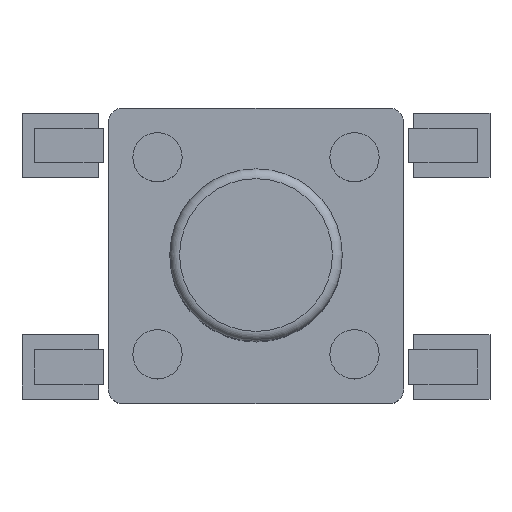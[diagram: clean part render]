
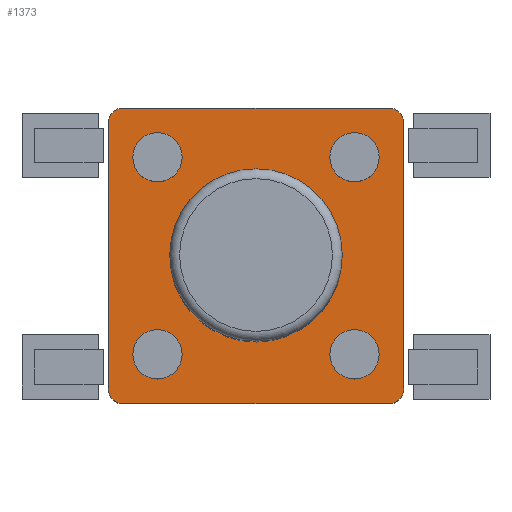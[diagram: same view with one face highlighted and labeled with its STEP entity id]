
A CAD part, top view. The second image highlights one B-rep face of the part: STEP entity #1373.
In plain terms, the highlighted planar face has unit normal (0, 0, 1).
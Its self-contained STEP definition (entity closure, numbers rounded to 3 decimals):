
#47=FACE_BOUND('',#202,.T.);
#48=FACE_BOUND('',#203,.T.);
#49=FACE_BOUND('',#204,.T.);
#50=FACE_BOUND('',#205,.T.);
#51=FACE_BOUND('',#206,.T.);
#59=CIRCLE('',#1487,1.75);
#63=CIRCLE('',#1500,0.5);
#64=CIRCLE('',#1502,0.3);
#65=CIRCLE('',#1503,0.3);
#66=CIRCLE('',#1504,0.3);
#67=CIRCLE('',#1505,0.3);
#68=CIRCLE('',#1506,0.5);
#69=CIRCLE('',#1507,0.5);
#70=CIRCLE('',#1508,0.5);
#103=FACE_OUTER_BOUND('',#201,.T.);
#201=EDGE_LOOP('',(#929,#930,#931,#932,#933,#934,#935,#936));
#202=EDGE_LOOP('',(#937));
#203=EDGE_LOOP('',(#938));
#204=EDGE_LOOP('',(#939));
#205=EDGE_LOOP('',(#940));
#206=EDGE_LOOP('',(#941));
#300=LINE('',#2072,#446);
#301=LINE('',#2076,#447);
#302=LINE('',#2080,#448);
#303=LINE('',#2084,#449);
#446=VECTOR('',#1679,1.);
#447=VECTOR('',#1682,1.);
#448=VECTOR('',#1685,1.);
#449=VECTOR('',#1688,1.);
#589=VERTEX_POINT('',#2045);
#593=VERTEX_POINT('',#2066);
#594=VERTEX_POINT('',#2070);
#595=VERTEX_POINT('',#2071);
#596=VERTEX_POINT('',#2073);
#597=VERTEX_POINT('',#2075);
#598=VERTEX_POINT('',#2077);
#599=VERTEX_POINT('',#2079);
#600=VERTEX_POINT('',#2081);
#601=VERTEX_POINT('',#2083);
#602=VERTEX_POINT('',#2086);
#603=VERTEX_POINT('',#2088);
#604=VERTEX_POINT('',#2090);
#711=EDGE_CURVE('',#589,#589,#59,.T.);
#719=EDGE_CURVE('',#593,#593,#63,.T.);
#721=EDGE_CURVE('',#594,#595,#300,.T.);
#722=EDGE_CURVE('',#595,#596,#64,.T.);
#723=EDGE_CURVE('',#596,#597,#301,.T.);
#724=EDGE_CURVE('',#597,#598,#65,.T.);
#725=EDGE_CURVE('',#598,#599,#302,.T.);
#726=EDGE_CURVE('',#599,#600,#66,.T.);
#727=EDGE_CURVE('',#600,#601,#303,.T.);
#728=EDGE_CURVE('',#594,#601,#67,.T.);
#729=EDGE_CURVE('',#602,#602,#68,.T.);
#730=EDGE_CURVE('',#603,#603,#69,.T.);
#731=EDGE_CURVE('',#604,#604,#70,.T.);
#929=ORIENTED_EDGE('',*,*,#721,.T.);
#930=ORIENTED_EDGE('',*,*,#722,.T.);
#931=ORIENTED_EDGE('',*,*,#723,.T.);
#932=ORIENTED_EDGE('',*,*,#724,.T.);
#933=ORIENTED_EDGE('',*,*,#725,.T.);
#934=ORIENTED_EDGE('',*,*,#726,.T.);
#935=ORIENTED_EDGE('',*,*,#727,.T.);
#936=ORIENTED_EDGE('',*,*,#728,.F.);
#937=ORIENTED_EDGE('',*,*,#729,.T.);
#938=ORIENTED_EDGE('',*,*,#711,.T.);
#939=ORIENTED_EDGE('',*,*,#730,.T.);
#940=ORIENTED_EDGE('',*,*,#731,.T.);
#941=ORIENTED_EDGE('',*,*,#719,.T.);
#1242=PLANE('',#1501);
#1373=ADVANCED_FACE('',(#103,#47,#48,#49,#50,#51),#1242,.F.);
#1487=AXIS2_PLACEMENT_3D('',#2046,#1644,#1645);
#1500=AXIS2_PLACEMENT_3D('',#2067,#1674,#1675);
#1501=AXIS2_PLACEMENT_3D('',#2069,#1677,#1678);
#1502=AXIS2_PLACEMENT_3D('',#2074,#1680,#1681);
#1503=AXIS2_PLACEMENT_3D('',#2078,#1683,#1684);
#1504=AXIS2_PLACEMENT_3D('',#2082,#1686,#1687);
#1505=AXIS2_PLACEMENT_3D('',#2085,#1689,#1690);
#1506=AXIS2_PLACEMENT_3D('',#2087,#1691,#1692);
#1507=AXIS2_PLACEMENT_3D('',#2089,#1693,#1694);
#1508=AXIS2_PLACEMENT_3D('',#2091,#1695,#1696);
#1644=DIRECTION('center_axis',(0.,0.,-1.));
#1645=DIRECTION('ref_axis',(1.,0.,0.));
#1674=DIRECTION('center_axis',(0.,0.,-1.));
#1675=DIRECTION('ref_axis',(1.,0.,0.));
#1677=DIRECTION('center_axis',(0.,0.,-1.));
#1678=DIRECTION('ref_axis',(-1.,0.,0.));
#1679=DIRECTION('',(1.,0.,0.));
#1680=DIRECTION('center_axis',(0.,0.,1.));
#1681=DIRECTION('ref_axis',(0.,-1.,0.));
#1682=DIRECTION('',(0.,1.,0.));
#1683=DIRECTION('center_axis',(0.,0.,1.));
#1684=DIRECTION('ref_axis',(0.,-1.,0.));
#1685=DIRECTION('',(-1.,0.,0.));
#1686=DIRECTION('center_axis',(0.,0.,1.));
#1687=DIRECTION('ref_axis',(0.,-1.,0.));
#1688=DIRECTION('',(0.,-1.,0.));
#1689=DIRECTION('center_axis',(0.,0.,-1.));
#1690=DIRECTION('ref_axis',(0.,-1.,0.));
#1691=DIRECTION('center_axis',(0.,0.,-1.));
#1692=DIRECTION('ref_axis',(1.,0.,0.));
#1693=DIRECTION('center_axis',(0.,0.,-1.));
#1694=DIRECTION('ref_axis',(1.,0.,0.));
#1695=DIRECTION('center_axis',(0.,0.,-1.));
#1696=DIRECTION('ref_axis',(1.,0.,0.));
#2045=CARTESIAN_POINT('',(-1.75,0.,3.6));
#2046=CARTESIAN_POINT('Origin',(0.,0.,3.6));
#2066=CARTESIAN_POINT('',(-2.5,-2.,3.6));
#2067=CARTESIAN_POINT('Origin',(-2.,-2.,3.6));
#2069=CARTESIAN_POINT('Origin',(-3.,-3.,3.6));
#2070=CARTESIAN_POINT('',(-2.7,-3.,3.6));
#2071=CARTESIAN_POINT('',(2.7,-3.,3.6));
#2072=CARTESIAN_POINT('',(-3.,-3.,3.6));
#2073=CARTESIAN_POINT('',(3.,-2.7,3.6));
#2074=CARTESIAN_POINT('Origin',(2.7,-2.7,3.6));
#2075=CARTESIAN_POINT('',(3.,2.7,3.6));
#2076=CARTESIAN_POINT('',(3.,-3.,3.6));
#2077=CARTESIAN_POINT('',(2.7,3.,3.6));
#2078=CARTESIAN_POINT('Origin',(2.7,2.7,3.6));
#2079=CARTESIAN_POINT('',(-2.7,3.,3.6));
#2080=CARTESIAN_POINT('',(3.,3.,3.6));
#2081=CARTESIAN_POINT('',(-3.,2.7,3.6));
#2082=CARTESIAN_POINT('Origin',(-2.7,2.7,3.6));
#2083=CARTESIAN_POINT('',(-3.,-2.7,3.6));
#2084=CARTESIAN_POINT('',(-3.,3.,3.6));
#2085=CARTESIAN_POINT('Origin',(-2.7,-2.7,3.6));
#2086=CARTESIAN_POINT('',(1.5,-2.,3.6));
#2087=CARTESIAN_POINT('Origin',(2.,-2.,3.6));
#2088=CARTESIAN_POINT('',(-2.5,2.,3.6));
#2089=CARTESIAN_POINT('Origin',(-2.,2.,3.6));
#2090=CARTESIAN_POINT('',(1.5,2.,3.6));
#2091=CARTESIAN_POINT('Origin',(2.,2.,3.6));
